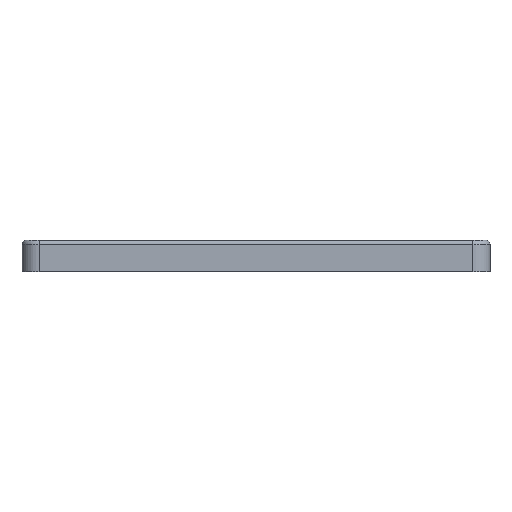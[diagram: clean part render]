
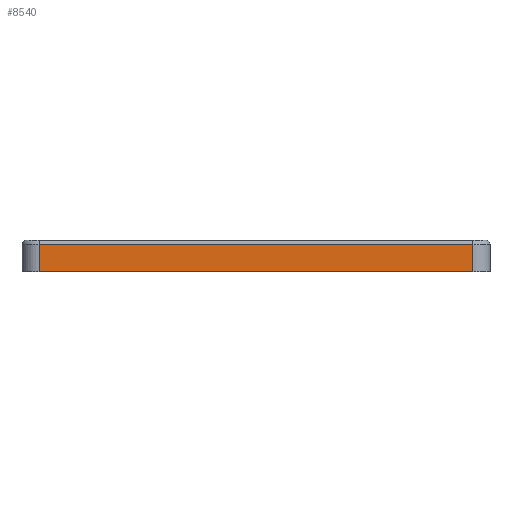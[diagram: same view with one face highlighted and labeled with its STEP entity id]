
A CAD part, left-side view. The second image highlights one B-rep face of the part: STEP entity #8540.
In plain terms, the highlighted planar face has unit normal (-1, 0, 0).
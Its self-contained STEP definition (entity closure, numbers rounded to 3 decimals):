
#8501=CARTESIAN_POINT('',(-3531.436,-527.819,210.989));
#8502=DIRECTION('',(1.,0.,-0.));
#8503=DIRECTION('',(0.,-1.,0.));
#8504=AXIS2_PLACEMENT_3D('',#8501,#8502,#8503);
#8505=PLANE('',#8504);
#8506=CARTESIAN_POINT('',(-3531.436,-689.619,212.489));
#8507=VERTEX_POINT('',#8506);
#8508=CARTESIAN_POINT('',(-3531.436,-487.82,212.489));
#8509=VERTEX_POINT('',#8508);
#8510=CARTESIAN_POINT('',(-3531.436,-689.619,212.489));
#8511=DIRECTION('',(-0.,1.,-0.));
#8512=VECTOR('',#8511,201.799);
#8513=LINE('',#8510,#8512);
#8514=EDGE_CURVE('',#8507,#8509,#8513,.T.);
#8515=ORIENTED_EDGE('',*,*,#8514,.T.);
#8516=CARTESIAN_POINT('',(-3531.436,-487.82,199.789));
#8517=VERTEX_POINT('',#8516);
#8518=CARTESIAN_POINT('',(-3531.436,-487.82,212.489));
#8519=DIRECTION('',(-0.,-0.,-1.));
#8520=VECTOR('',#8519,12.7);
#8521=LINE('',#8518,#8520);
#8522=EDGE_CURVE('',#8509,#8517,#8521,.T.);
#8523=ORIENTED_EDGE('',*,*,#8522,.T.);
#8524=CARTESIAN_POINT('',(-3531.436,-689.619,199.789));
#8525=VERTEX_POINT('',#8524);
#8526=CARTESIAN_POINT('',(-3531.436,-487.82,199.789));
#8527=DIRECTION('',(-0.,-1.,-0.));
#8528=VECTOR('',#8527,201.799);
#8529=LINE('',#8526,#8528);
#8530=EDGE_CURVE('',#8517,#8525,#8529,.T.);
#8531=ORIENTED_EDGE('',*,*,#8530,.T.);
#8532=CARTESIAN_POINT('',(-3531.436,-689.619,199.789));
#8533=DIRECTION('',(0.,-0.,1.));
#8534=VECTOR('',#8533,12.7);
#8535=LINE('',#8532,#8534);
#8536=EDGE_CURVE('',#8525,#8507,#8535,.T.);
#8537=ORIENTED_EDGE('',*,*,#8536,.T.);
#8538=EDGE_LOOP('',(#8515,#8523,#8531,#8537));
#8539=FACE_BOUND('',#8538,.T.);
#8540=ADVANCED_FACE('',(#8539),#8505,.F.);
